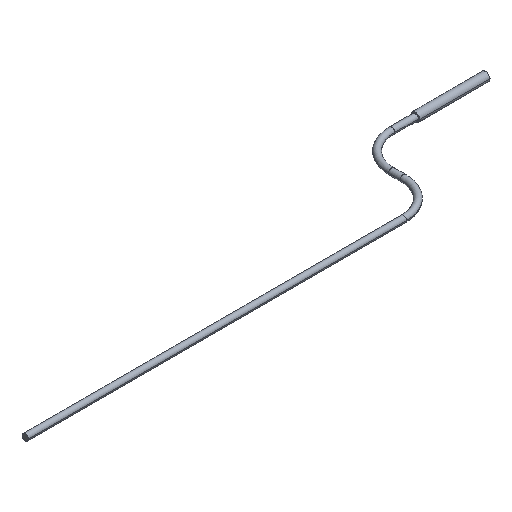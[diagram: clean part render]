
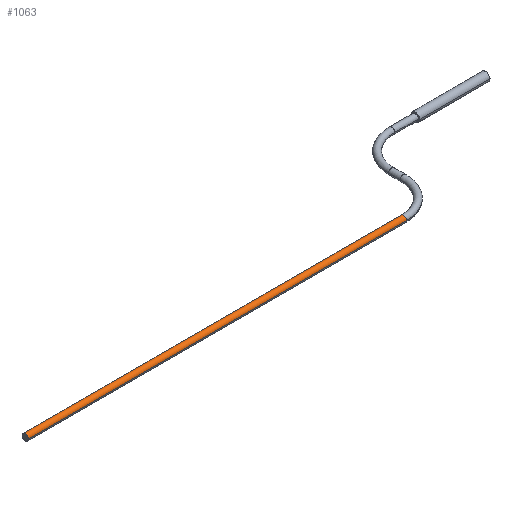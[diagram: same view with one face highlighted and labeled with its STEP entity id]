
A CAD part, isometric view. The second image highlights one B-rep face of the part: STEP entity #1063.
In plain terms, the highlighted cylindrical face has radius 1.689 mm (diameter 3.378 mm), a partial arc.
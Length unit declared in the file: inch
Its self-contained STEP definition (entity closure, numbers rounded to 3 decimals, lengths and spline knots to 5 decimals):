
#73 = VECTOR ( 'NONE', #496, 39.37008 ) ;
#85 = ORIENTED_EDGE ( 'NONE', *, *, #169, .F. ) ;
#169 = EDGE_CURVE ( 'NONE', #919, #543, #1095, .T. ) ;
#175 = CARTESIAN_POINT ( 'NONE',  ( -3.501, -1.8165, 0. ) ) ;
#185 = CARTESIAN_POINT ( 'NONE',  ( -11.55566, -1.75, 0. ) ) ;
#215 = DIRECTION ( 'NONE',  ( -1., 0., 0. ) ) ;
#227 = CYLINDRICAL_SURFACE ( 'NONE', #420, 0.0665 ) ;
#290 = DIRECTION ( 'NONE',  ( 0., -1., 0. ) ) ;
#293 = EDGE_CURVE ( 'NONE', #858, #821, #536, .T. ) ;
#313 = ORIENTED_EDGE ( 'NONE', *, *, #293, .T. ) ;
#327 = EDGE_LOOP ( 'NONE', ( #313, #900, #85, #683 ) ) ;
#342 = CARTESIAN_POINT ( 'NONE',  ( -3.501, -1.6835, 0. ) ) ;
#401 = DIRECTION ( 'NONE',  ( 0., -1., 0. ) ) ;
#420 = AXIS2_PLACEMENT_3D ( 'NONE', #934, #215, #290 ) ;
#441 = CARTESIAN_POINT ( 'NONE',  ( -11.55566, -1.8165, 0. ) ) ;
#496 = DIRECTION ( 'NONE',  ( -1., 0., 0. ) ) ;
#517 = LINE ( 'NONE', #175, #73 ) ;
#519 = DIRECTION ( 'NONE',  ( 0., -1., 0. ) ) ;
#536 = CIRCLE ( 'NONE', #871, 0.0665 ) ;
#543 = VERTEX_POINT ( 'NONE', #615 ) ;
#586 = EDGE_CURVE ( 'NONE', #858, #919, #517, .T. ) ;
#615 = CARTESIAN_POINT ( 'NONE',  ( -11.55566, -1.6835, 0. ) ) ;
#630 = AXIS2_PLACEMENT_3D ( 'NONE', #185, #725, #401 ) ;
#647 = DIRECTION ( 'NONE',  ( -1., 0., 0. ) ) ;
#682 = LINE ( 'NONE', #1129, #863 ) ;
#683 = ORIENTED_EDGE ( 'NONE', *, *, #586, .F. ) ;
#691 = CARTESIAN_POINT ( 'NONE',  ( -3.501, -1.8165, 0. ) ) ;
#725 = DIRECTION ( 'NONE',  ( -1., 0., 0. ) ) ;
#733 = DIRECTION ( 'NONE',  ( -1., 0., 0. ) ) ;
#821 = VERTEX_POINT ( 'NONE', #342 ) ;
#822 = CARTESIAN_POINT ( 'NONE',  ( -3.501, -1.75, 0. ) ) ;
#858 = VERTEX_POINT ( 'NONE', #691 ) ;
#863 = VECTOR ( 'NONE', #647, 39.37008 ) ;
#871 = AXIS2_PLACEMENT_3D ( 'NONE', #822, #733, #519 ) ;
#900 = ORIENTED_EDGE ( 'NONE', *, *, #1147, .T. ) ;
#919 = VERTEX_POINT ( 'NONE', #441 ) ;
#934 = CARTESIAN_POINT ( 'NONE',  ( -3.501, -1.75, 0. ) ) ;
#958 = FACE_OUTER_BOUND ( 'NONE', #327, .T. ) ;
#1063 = ADVANCED_FACE ( 'NONE', ( #958 ), #227, .T. ) ;
#1095 = CIRCLE ( 'NONE', #630, 0.0665 ) ;
#1129 = CARTESIAN_POINT ( 'NONE',  ( -3.501, -1.6835, 0. ) ) ;
#1147 = EDGE_CURVE ( 'NONE', #821, #543, #682, .T. ) ;
